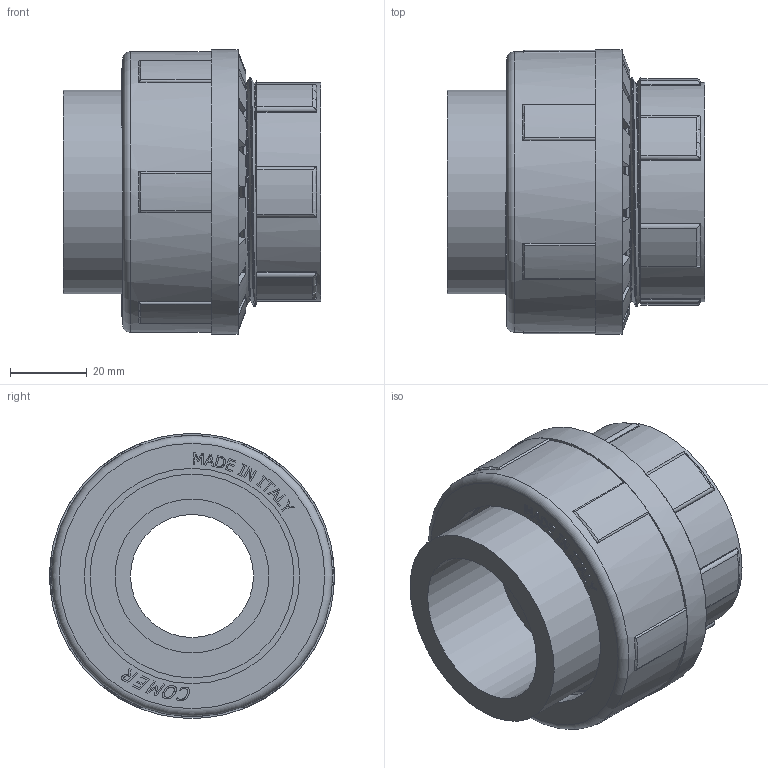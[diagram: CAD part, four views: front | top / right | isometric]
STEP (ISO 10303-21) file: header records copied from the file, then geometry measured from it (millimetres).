
FILE_DESCRIPTION(/* description */ (''),/* implementation_level */ '2;1');
FILE_NAME(/* name */ 'UN82040E.iam.stp',/* time_stamp */ '2017-02-10T10:13:11+01:00',/* author */ ('Eugenio'),/* organization */ (''),/* preprocessor_version */ 'ST-DEVELOPER v16.5',/* originating_system */ 'Autodesk Inventor 2017',/* authorisation */ '');
FILE_SCHEMA (('AUTOMOTIVE_DESIGN { 1 0 10303 214 3 1 1 }'));
Length unit declared in the file: millimetre
Products named in the file (5): UN82040E; NU830400; UB810400; LAV6162E; UE800400
Assembly tree (4 placements, depth 2):
  UN82040E
    NU830400
    UB810400
    LAV6162E
    UE800400
Bounding box: 67.06 x 74 x 74 mm (x, y, z)
Volume: 136774.9 mm3; surface area: 78582.1 mm2
Topology: 7 solids, 7 shells, 410 faces, 1048 edges, 698 vertices
Faces by surface type: plane 240, bspline 63, cylinder 57, cone 36, torus 14
Full cylindrical faces by diameter (mm): 32 x1, 32.33 x1, 37.91 x1, 40 x1, 40.64 x1, 41.91 x2, 51.3 x1, 53 x1, 56 x1, 56.596 x2, 56.966 x1, 57 x1, 59.61 x2, 73 x1, 74 x1
Entity records: 26492 total; most frequent: CARTESIAN_POINT 16815, ORIENTED_EDGE 2054, DIRECTION 1749, EDGE_CURVE 1027, VERTEX_POINT 696, LINE 675, VECTOR 675, AXIS2_PLACEMENT_3D 537
